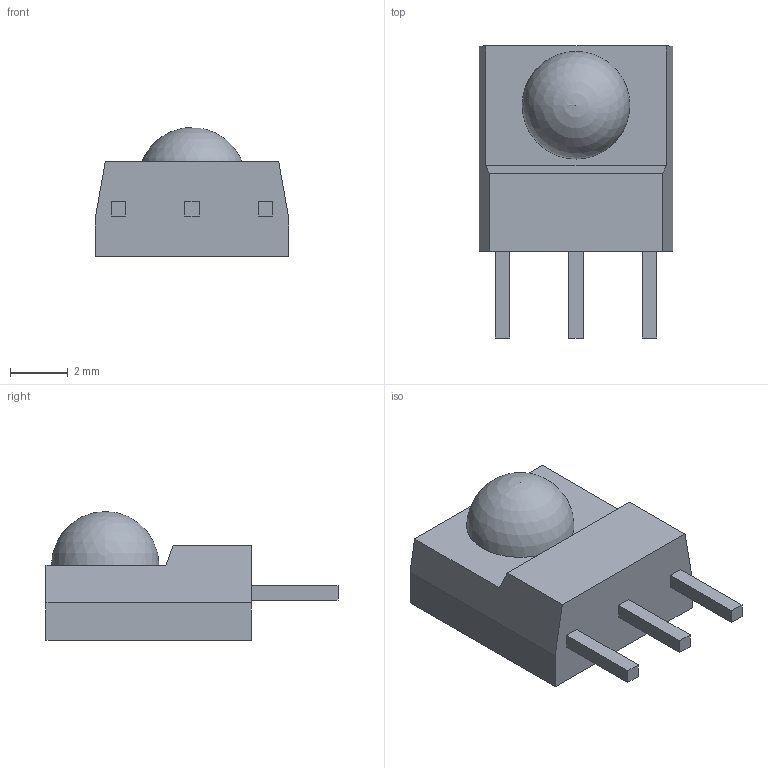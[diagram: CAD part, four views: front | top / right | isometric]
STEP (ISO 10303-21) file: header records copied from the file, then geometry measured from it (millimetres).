
FILE_DESCRIPTION (( 'STEP AP214' ), '1' );
FILE_NAME ('Sensor-IR.STEP', '2013-01-20T16:56:29', ( '' ), ( '' ), 'SwSTEP 2.0', 'SolidWorks 2013', '' );
FILE_SCHEMA (( 'AUTOMOTIVE_DESIGN' ));
Length unit declared in the file: centimetre
Products named in the file (1): Sensor-IR
Bounding box: 6.7 x 10.1 x 4.46 mm (x, y, z)
Volume: 149.4 mm3; surface area: 202.8 mm2
Topology: 1 solids, 1 shells, 26 faces, 64 edges, 43 vertices
Faces by surface type: plane 25, sphere 1
Entity records: 954 total; most frequent: CARTESIAN_POINT 131, ORIENTED_EDGE 124, DIRECTION 118, EDGE_CURVE 62, VECTOR 60, LINE 60, VERTEX_POINT 42, EDGE_LOOP 30
